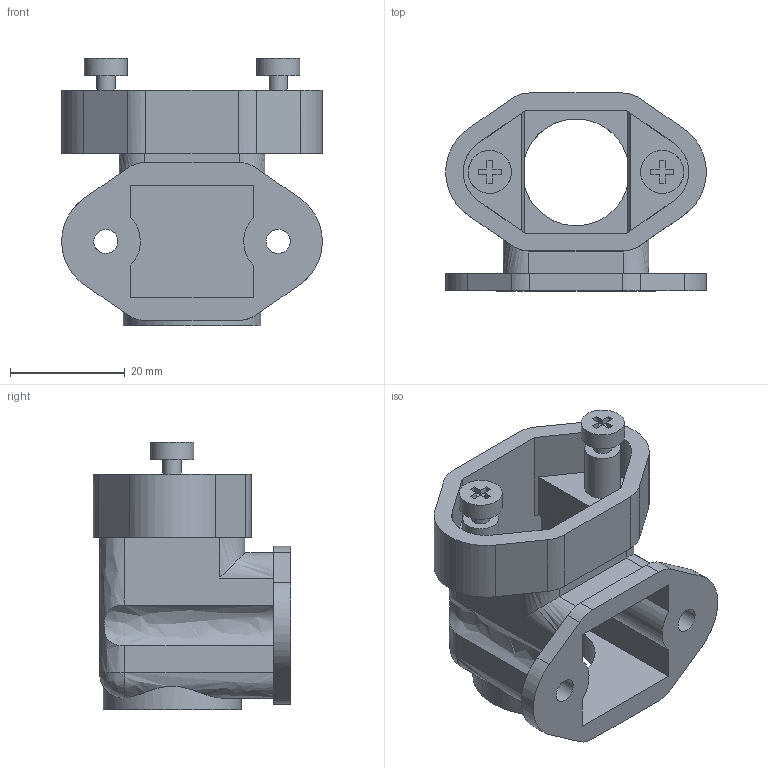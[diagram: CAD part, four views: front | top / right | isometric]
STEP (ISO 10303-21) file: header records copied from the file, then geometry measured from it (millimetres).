
FILE_DESCRIPTION(( 'HARTING HARTING HARTING HARTING HARTING HARTING HARTING HARTING HARTING', 'This Document is valid for Parts No. 19 40 003 0900'),'2;1');
FILE_NAME('MD_19400030900_R000001.stp', '2003-08-06T10:11:12',('ITIS-3'),('HARTING KGaA, D-32339 Espelkamp'), 'I-DEAS Master Series 9','HP-UNIX','Yes');
FILE_SCHEMA(('AUTOMOTIVE_DESIGN { 1 0 10303 214 0 1 1 1 }'));
Length unit declared in the file: millimetre
Products named in the file (1): Han 3HPR-asw-M20
Bounding box: 45.4 x 34.4 x 46.5 mm (x, y, z)
Volume: 12853.6 mm3; surface area: 11575.2 mm2
Topology: 1 solids, 3 shells, 368 faces, 1005 edges, 668 vertices
Faces by surface type: bspline 368
Entity records: 10794 total; most frequent: CARTESIAN_POINT 4671, ORIENTED_EDGE 2010, EDGE_CURVE 1005, QUASI_UNIFORM_CURVE 847, VERTEX_POINT 668, EDGE_LOOP 401, FACE_OUTER_BOUND 368, ADVANCED_FACE 368
